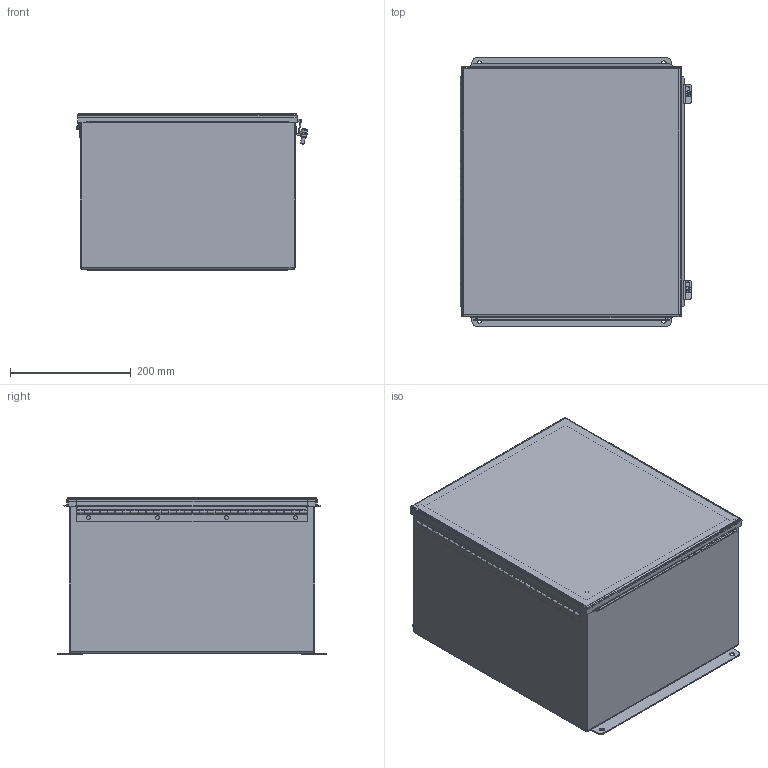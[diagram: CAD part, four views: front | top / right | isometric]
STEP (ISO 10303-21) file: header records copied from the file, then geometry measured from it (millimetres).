
FILE_DESCRIPTION(/* description */ ('JIC,CS,CONT HINGE,16X14X10'),/* implementation_level */ '2;1');
FILE_NAME(/* name */ 'B161410CH.stp',/* time_stamp */ '2021-10-23T15:51:27-05:00',/* author */ ('DN'),/* organization */ (''),/* preprocessor_version */ 'ST-DEVELOPER v18',/* originating_system */ 'Autodesk Inventor 2020',/* authorisation */ '');
FILE_SCHEMA (('AUTOMOTIVE_DESIGN { 1 0 10303 214 3 1 1 }'));
Length unit declared in the file: inch
Products named in the file (14): B161410CH; 3499; 3486; C1001; C1002; 372134; B_161410_BKP; 316169; 38811; B_1614CH_LID; HFW328168; HFW328168LH; HFW328168P; HFW328168TH
Assembly tree (21 placements, depth 3):
  B161410CH
    3499  x4
    3486  x2
    C1001  x2
    C1002  x2
    372134  x2
    B_161410_BKP
    316169  x2
    38811
    B_1614CH_LID
    HFW328168
      HFW328168LH
      HFW328168P
      HFW328168TH
Bounding box: 383.08 x 444.5 x 259.41 mm (x, y, z)
Volume: 1261478.6 mm3; surface area: 1599329.6 mm2
Topology: 20 solids, 20 shells, 593 faces, 1485 edges, 957 vertices
Faces by surface type: plane 367, cylinder 171, bspline 46, sphere 4, cone 3, torus 2
Full cylindrical faces by diameter (mm): 2.54 x1, 2.957 x30, 3.048 x12, 3.556 x2, 3.962 x4, 4.826 x1, 4.978 x2, 6.35 x7, 7.62 x4, 7.874 x4, 8.738 x2, 10.402 x2, 15.875 x4
Entity records: 16462 total; most frequent: CARTESIAN_POINT 3593, ORIENTED_EDGE 2446, DIRECTION 2408, EDGE_CURVE 1223, LINE 874, VECTOR 874, VERTEX_POINT 779, AXIS2_PLACEMENT_3D 767
